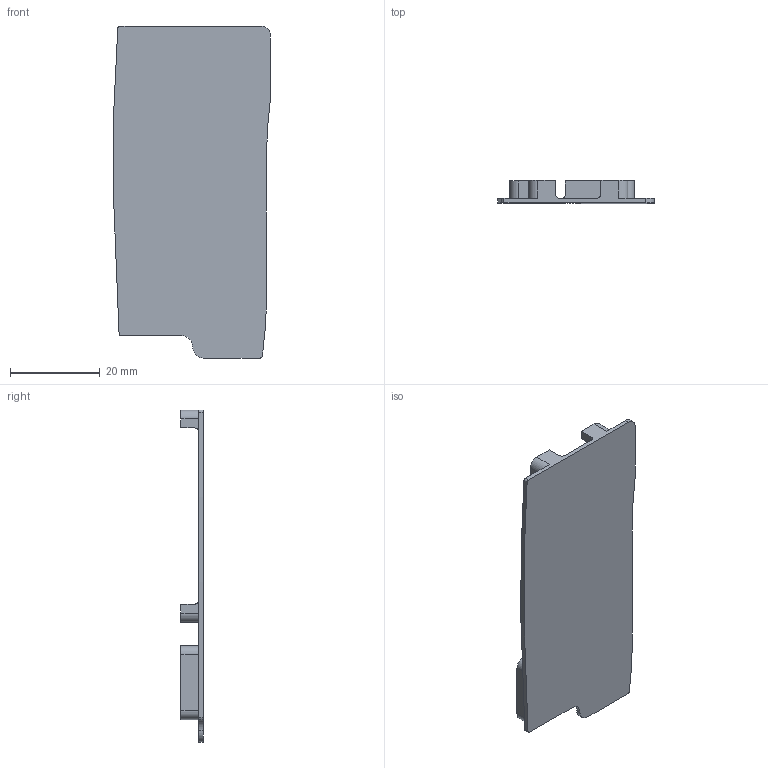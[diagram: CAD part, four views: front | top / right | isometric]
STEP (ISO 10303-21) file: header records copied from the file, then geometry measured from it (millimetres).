
FILE_DESCRIPTION(/* description */ (''),/* implementation_level */ '2;1');
FILE_NAME(/* name */ 'plate.stp',/* time_stamp */ '2018-08-31T05:05:58-07:00',/* author */ ('theso'),/* organization */ (''),/* preprocessor_version */ 'ST-DEVELOPER v16.13',/* originating_system */ 'Autodesk Inventor 2018',/* authorisation */ '');
FILE_SCHEMA (('AUTOMOTIVE_DESIGN { 1 0 10303 214 3 1 1 }'));
Length unit declared in the file: millimetre
Products named in the file (1): plate
Bounding box: 34.97 x 5 x 74 mm (x, y, z)
Volume: 3530.1 mm3; surface area: 5823.3 mm2
Topology: 1 solids, 1 shells, 90 faces, 248 edges, 162 vertices
Faces by surface type: plane 57, cylinder 29, bspline 4
Entity records: 2923 total; most frequent: CARTESIAN_POINT 559, ORIENTED_EDGE 496, DIRECTION 474, EDGE_CURVE 248, LINE 188, VECTOR 188, VERTEX_POINT 162, AXIS2_PLACEMENT_3D 143
